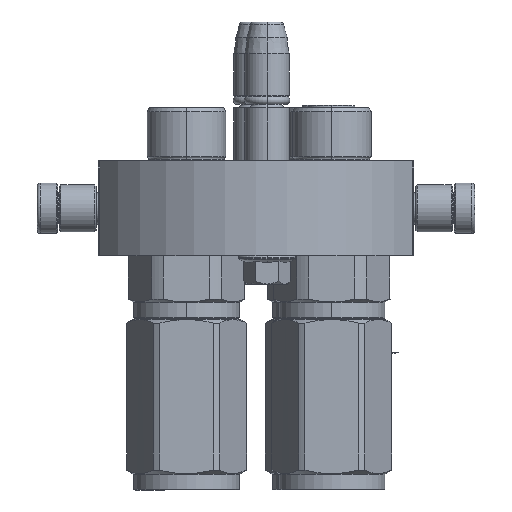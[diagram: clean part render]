
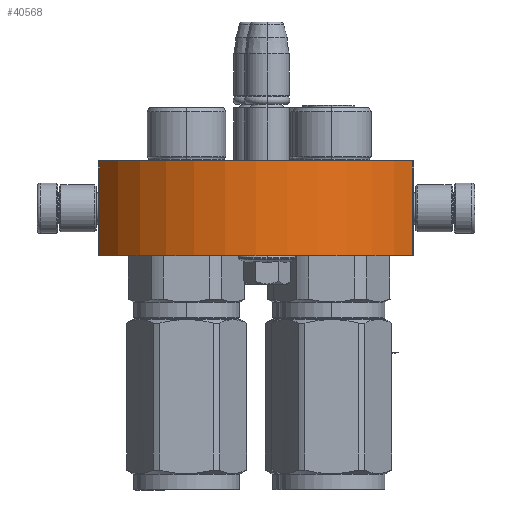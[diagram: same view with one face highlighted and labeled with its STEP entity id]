
A CAD part, left-side view. The second image highlights one B-rep face of the part: STEP entity #40568.
In plain terms, the highlighted cylindrical face has radius 57.25 mm (diameter 114.5 mm), a partial arc.
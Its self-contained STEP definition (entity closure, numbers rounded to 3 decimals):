
#1490 = AXIS2_PLACEMENT_3D ( 'NONE', #36514, #9970, #19651 ) ;
#3612 = VERTEX_POINT ( 'NONE', #6683 ) ;
#4657 = VERTEX_POINT ( 'NONE', #30288 ) ;
#4742 = EDGE_CURVE ( 'NONE', #28884, #22873, #35369, .T. ) ;
#5074 = EDGE_CURVE ( 'NONE', #28884, #3612, #53240, .T. ) ;
#5086 = DIRECTION ( 'NONE',  ( 0., 1., 0. ) ) ;
#6054 = CARTESIAN_POINT ( 'NONE',  ( 0., 30., 0. ) ) ;
#6683 = CARTESIAN_POINT ( 'NONE',  ( 49.5, 30., -28.763 ) ) ;
#6729 = CYLINDRICAL_SURFACE ( 'NONE', #1490, 57.25 ) ;
#9970 = DIRECTION ( 'NONE',  ( 0., -1., 0. ) ) ;
#10318 = DIRECTION ( 'NONE',  ( 0.865, 0., -0.502 ) ) ;
#10319 = CARTESIAN_POINT ( 'NONE',  ( -49.5, 0., -28.763 ) ) ;
#10396 = EDGE_CURVE ( 'NONE', #3612, #4657, #57122, .T. ) ;
#13429 = DIRECTION ( 'NONE',  ( 0.865, 0., -0.502 ) ) ;
#14938 = ORIENTED_EDGE ( 'NONE', *, *, #4742, .T. ) ;
#15397 = VECTOR ( 'NONE', #49405, 1000. ) ;
#18030 = CARTESIAN_POINT ( 'NONE',  ( 0., 0., 0. ) ) ;
#19651 = DIRECTION ( 'NONE',  ( 1., 0., 0. ) ) ;
#22873 = VERTEX_POINT ( 'NONE', #38206 ) ;
#23362 = AXIS2_PLACEMENT_3D ( 'NONE', #6054, #36845, #10318 ) ;
#25467 = FACE_OUTER_BOUND ( 'NONE', #35720, .T. ) ;
#28884 = VERTEX_POINT ( 'NONE', #52473 ) ;
#30288 = CARTESIAN_POINT ( 'NONE',  ( -49.5, 30., -28.763 ) ) ;
#33334 = ORIENTED_EDGE ( 'NONE', *, *, #10396, .F. ) ;
#35369 = CIRCLE ( 'NONE', #55499, 57.25 ) ;
#35720 = EDGE_LOOP ( 'NONE', ( #33334, #54704, #14938, #55486 ) ) ;
#36514 = CARTESIAN_POINT ( 'NONE',  ( 0., 0., 0. ) ) ;
#36845 = DIRECTION ( 'NONE',  ( 0., 1., 0. ) ) ;
#38206 = CARTESIAN_POINT ( 'NONE',  ( -49.5, 0., -28.763 ) ) ;
#39900 = CARTESIAN_POINT ( 'NONE',  ( 49.5, 0., -28.763 ) ) ;
#40568 = ADVANCED_FACE ( 'NONE', ( #25467 ), #6729, .T. ) ;
#41681 = LINE ( 'NONE', #10319, #15397 ) ;
#47681 = VECTOR ( 'NONE', #56705, 1000. ) ;
#48117 = EDGE_CURVE ( 'NONE', #22873, #4657, #41681, .T. ) ;
#49405 = DIRECTION ( 'NONE',  ( 0., 1., 0. ) ) ;
#52473 = CARTESIAN_POINT ( 'NONE',  ( 49.5, 0., -28.763 ) ) ;
#53240 = LINE ( 'NONE', #39900, #47681 ) ;
#54704 = ORIENTED_EDGE ( 'NONE', *, *, #5074, .F. ) ;
#55486 = ORIENTED_EDGE ( 'NONE', *, *, #48117, .T. ) ;
#55499 = AXIS2_PLACEMENT_3D ( 'NONE', #18030, #5086, #13429 ) ;
#56705 = DIRECTION ( 'NONE',  ( 0., 1., 0. ) ) ;
#57122 = CIRCLE ( 'NONE', #23362, 57.25 ) ;
